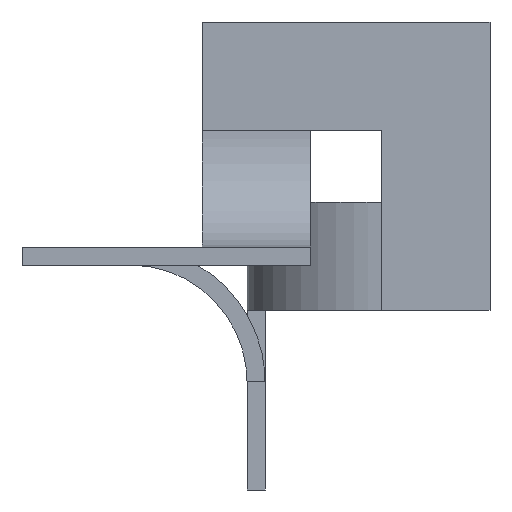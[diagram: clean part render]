
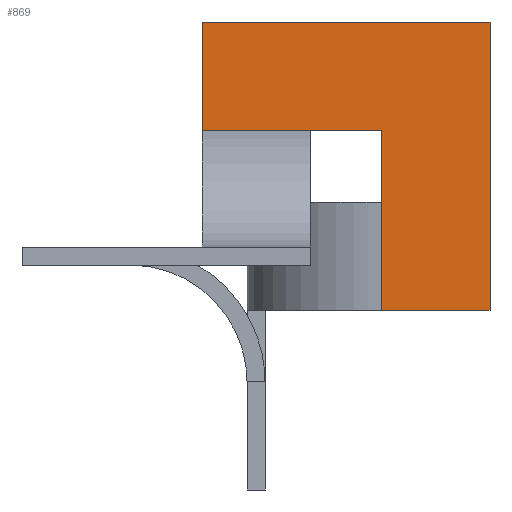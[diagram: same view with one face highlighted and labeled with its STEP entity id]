
A CAD part, left-side view. The second image highlights one B-rep face of the part: STEP entity #869.
In plain terms, the highlighted free-form (B-spline) face has degree [1, 1] with [2, 2] control points.
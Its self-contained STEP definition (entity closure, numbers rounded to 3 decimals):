
#584 = VERTEX_POINT('',#585);
#585 = CARTESIAN_POINT('',(-3.52,-49.283,-21.121
    ));
#705 = VERTEX_POINT('',#706);
#706 = CARTESIAN_POINT('',(-3.52,-49.283,21.121)
  );
#729 = EDGE_CURVE('',#705,#584,#730,.T.);
#730 = B_SPLINE_CURVE_WITH_KNOTS('',1,(#731,#732),.UNSPECIFIED.,.F.,.F.,
  (2,2),(0.,30.),.PIECEWISE_BEZIER_KNOTS.);
#731 = CARTESIAN_POINT('',(-3.52,-49.283,21.121)
  );
#732 = CARTESIAN_POINT('',(-3.52,-49.283,-21.121
    ));
#803 = VERTEX_POINT('',#804);
#804 = CARTESIAN_POINT('',(-3.52,-91.525,-21.121
    ));
#809 = EDGE_CURVE('',#584,#803,#810,.T.);
#810 = B_SPLINE_CURVE_WITH_KNOTS('',1,(#811,#812),.UNSPECIFIED.,.F.,.F.,
  (2,2),(0.,30.),.PIECEWISE_BEZIER_KNOTS.);
#811 = CARTESIAN_POINT('',(-3.52,-49.283,-21.121
    ));
#812 = CARTESIAN_POINT('',(-3.52,-91.525,-21.121
    ));
#869 = ADVANCED_FACE('',(#870),#914,.T.);
#870 = FACE_BOUND('',#871,.T.);
#871 = EDGE_LOOP('',(#872,#873,#880,#887,#894,#901,#908,#913));
#872 = ORIENTED_EDGE('',*,*,#809,.T.);
#873 = ORIENTED_EDGE('',*,*,#874,.F.);
#874 = EDGE_CURVE('',#875,#803,#877,.T.);
#875 = VERTEX_POINT('',#876);
#876 = CARTESIAN_POINT('',(-3.52,-91.525,
    91.525));
#877 = B_SPLINE_CURVE_WITH_KNOTS('',1,(#878,#879),.UNSPECIFIED.,.F.,.F.,
  (2,2),(0.,80.),.PIECEWISE_BEZIER_KNOTS.);
#878 = CARTESIAN_POINT('',(-3.52,-91.525,
    91.525));
#879 = CARTESIAN_POINT('',(-3.52,-91.525,-21.121
    ));
#880 = ORIENTED_EDGE('',*,*,#881,.F.);
#881 = EDGE_CURVE('',#882,#875,#884,.T.);
#882 = VERTEX_POINT('',#883);
#883 = CARTESIAN_POINT('',(-3.52,21.121,91.525)
  );
#884 = B_SPLINE_CURVE_WITH_KNOTS('',1,(#885,#886),.UNSPECIFIED.,.F.,.F.,
  (2,2),(0.,80.),.PIECEWISE_BEZIER_KNOTS.);
#885 = CARTESIAN_POINT('',(-3.52,21.121,91.525)
  );
#886 = CARTESIAN_POINT('',(-3.52,-91.525,
    91.525));
#887 = ORIENTED_EDGE('',*,*,#888,.F.);
#888 = EDGE_CURVE('',#889,#882,#891,.T.);
#889 = VERTEX_POINT('',#890);
#890 = CARTESIAN_POINT('',(-3.52,21.121,49.283)
  );
#891 = B_SPLINE_CURVE_WITH_KNOTS('',1,(#892,#893),.UNSPECIFIED.,.F.,.F.,
  (2,2),(0.,30.),.PIECEWISE_BEZIER_KNOTS.);
#892 = CARTESIAN_POINT('',(-3.52,21.121,49.283)
  );
#893 = CARTESIAN_POINT('',(-3.52,21.121,91.525)
  );
#894 = ORIENTED_EDGE('',*,*,#895,.T.);
#895 = EDGE_CURVE('',#889,#896,#898,.T.);
#896 = VERTEX_POINT('',#897);
#897 = CARTESIAN_POINT('',(-3.52,-21.121,49.283
    ));
#898 = B_SPLINE_CURVE_WITH_KNOTS('',1,(#899,#900),.UNSPECIFIED.,.F.,.F.,
  (2,2),(0.,30.),.PIECEWISE_BEZIER_KNOTS.);
#899 = CARTESIAN_POINT('',(-3.52,21.121,49.283)
  );
#900 = CARTESIAN_POINT('',(-3.52,-21.121,49.283
    ));
#901 = ORIENTED_EDGE('',*,*,#902,.F.);
#902 = EDGE_CURVE('',#903,#896,#905,.T.);
#903 = VERTEX_POINT('',#904);
#904 = CARTESIAN_POINT('',(-3.52,-49.283,
    49.283));
#905 = B_SPLINE_CURVE_WITH_KNOTS('',1,(#906,#907),.UNSPECIFIED.,.F.,.F.,
  (2,2),(-20.,0.),.PIECEWISE_BEZIER_KNOTS.);
#906 = CARTESIAN_POINT('',(-3.52,-49.283,
    49.283));
#907 = CARTESIAN_POINT('',(-3.52,-21.121,49.283
    ));
#908 = ORIENTED_EDGE('',*,*,#909,.F.);
#909 = EDGE_CURVE('',#705,#903,#910,.T.);
#910 = B_SPLINE_CURVE_WITH_KNOTS('',1,(#911,#912),.UNSPECIFIED.,.F.,.F.,
  (2,2),(-20.,0.),.PIECEWISE_BEZIER_KNOTS.);
#911 = CARTESIAN_POINT('',(-3.52,-49.283,21.121)
  );
#912 = CARTESIAN_POINT('',(-3.52,-49.283,
    49.283));
#913 = ORIENTED_EDGE('',*,*,#729,.T.);
#914 = B_SPLINE_SURFACE_WITH_KNOTS('',1,1,(
    (#915,#916)
    ,(#917,#918
    )),.UNSPECIFIED.,.F.,.F.,.F.,(2,2),(2,2),(-30.,50.),(-30.,50.),
  .PIECEWISE_BEZIER_KNOTS.);
#915 = CARTESIAN_POINT('',(-3.52,-91.525,-21.121
    ));
#916 = CARTESIAN_POINT('',(-3.52,21.121,-21.121)
  );
#917 = CARTESIAN_POINT('',(-3.52,-91.525,
    91.525));
#918 = CARTESIAN_POINT('',(-3.52,21.121,91.525)
  );
